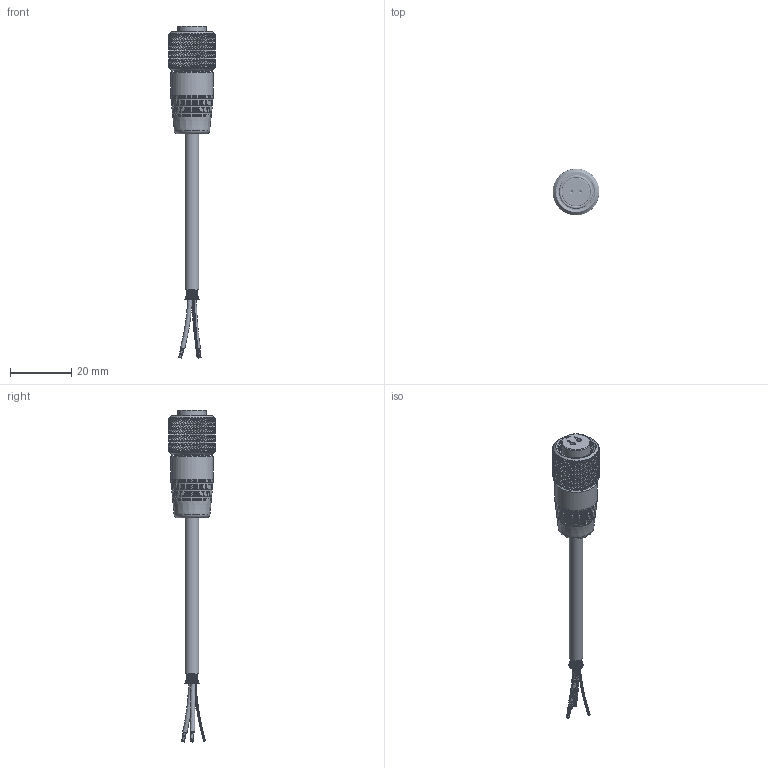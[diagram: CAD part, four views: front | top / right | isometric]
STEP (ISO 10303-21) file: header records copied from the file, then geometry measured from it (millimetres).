
FILE_DESCRIPTION(/* description */ (''),/* implementation_level */ '2;1');
FILE_NAME(/* name */ 'CK-J2R.stp',/* time_stamp */ '2020-05-01T10:50:26-04:00',/* author */ ('lcup'),/* organization */ (''),/* preprocessor_version */ 'ST-DEVELOPER v18',/* originating_system */ 'Autodesk Inventor 2020',/* authorisation */ '');
FILE_SCHEMA (('AUTOMOTIVE_DESIGN { 1 0 10303 214 3 1 1 }'));
Length unit declared in the file: inch
Products named in the file (8): J2RX; CBP10611; CBP10163; CBP10665; CBP10557; CBP10582; CBP10090; J2RX - Epoxy
Assembly tree (8 placements, depth 2):
  J2RX
    CBP10611
    CBP10163
    CBP10665
    CBP10557  x2
    CBP10582
    CBP10090
    J2RX - Epoxy
Bounding box: 15.24 x 15.24 x 108.31 mm (x, y, z)
Volume: 5169.6 mm3; surface area: 7445.9 mm2
Topology: 46 solids, 46 shells, 4495 faces, 10959 edges, 6165 vertices
Faces by surface type: bspline 3220, cylinder 729, plane 489, cone 52, torus 5
Full cylindrical faces by diameter (mm): 0.127 x19, 0.203 x38, 0.739 x4, 1.143 x4, 1.93 x6, 2.54 x2, 3.404 x1, 3.531 x1, 4.445 x1, 7.112 x1, 8.382 x1, 9.144 x2, 9.423 x4, 9.652 x1, 9.677 x1, 11.684 x1, 11.709 x6, 12.7 x1, 13.97 x1
Entity records: 250754 total; most frequent: CARTESIAN_POINT 168381, ORIENTED_EDGE 21750, EDGE_CURVE 10875, B_SPLINE_CURVE_WITH_KNOTS 8592, DIRECTION 6616, VERTEX_POINT 6132, EDGE_LOOP 4579, STYLED_ITEM 4507
